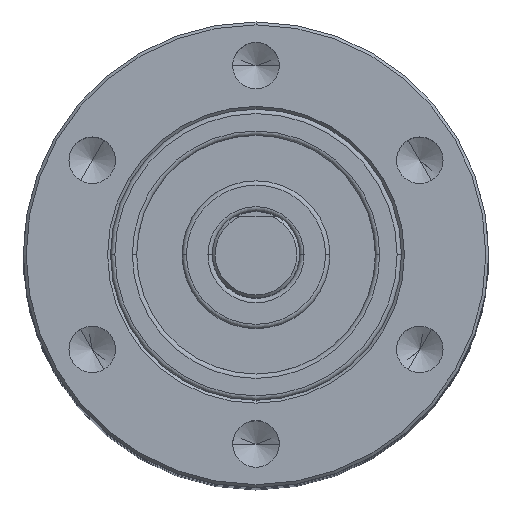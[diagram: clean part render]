
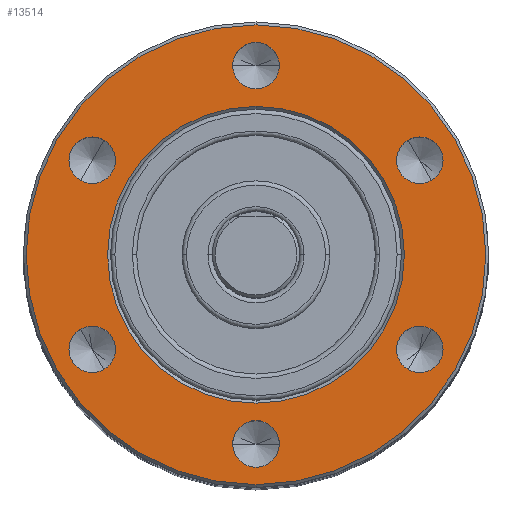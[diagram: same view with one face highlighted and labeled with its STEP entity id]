
A CAD part, top view. The second image highlights one B-rep face of the part: STEP entity #13514.
In plain terms, the highlighted planar face has unit normal (0, 0, 1).
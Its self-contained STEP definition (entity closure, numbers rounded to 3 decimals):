
#13069=CARTESIAN_POINT('',(0.,0.,48.1));
#13070=DIRECTION('',(0.,0.,-1.));
#13071=DIRECTION('',(0.,-1.,0.));
#13072=AXIS2_PLACEMENT_3D('',#13069,#13070,#13071);
#13074=CARTESIAN_POINT('',(0.,0.,48.1));
#13075=DIRECTION('',(0.,0.,-1.));
#13076=DIRECTION('',(0.,1.,0.));
#13077=AXIS2_PLACEMENT_3D('',#13074,#13075,#13076);
#13079=CARTESIAN_POINT('',(0.,0.,48.1));
#13080=DIRECTION('',(0.,0.,-1.));
#13081=DIRECTION('',(0.,-1.,0.));
#13082=AXIS2_PLACEMENT_3D('',#13079,#13080,#13081);
#13084=CARTESIAN_POINT('',(0.,0.,48.1));
#13085=DIRECTION('',(0.,0.,-1.));
#13086=DIRECTION('',(0.,1.,0.));
#13087=AXIS2_PLACEMENT_3D('',#13084,#13085,#13086);
#13089=CARTESIAN_POINT('',(0.,6.5,48.1));
#13090=DIRECTION('',(0.,0.,1.));
#13091=DIRECTION('',(-1.,0.,0.));
#13092=AXIS2_PLACEMENT_3D('',#13089,#13090,#13091);
#13094=CARTESIAN_POINT('',(0.,6.5,48.1));
#13095=DIRECTION('',(0.,0.,1.));
#13096=DIRECTION('',(1.,0.,0.));
#13097=AXIS2_PLACEMENT_3D('',#13094,#13095,#13096);
#13099=CARTESIAN_POINT('',(-5.629,3.25,48.1));
#13100=DIRECTION('',(0.,0.,1.));
#13101=DIRECTION('',(-0.5,-0.866,0.));
#13102=AXIS2_PLACEMENT_3D('',#13099,#13100,#13101);
#13104=CARTESIAN_POINT('',(-5.629,3.25,48.1));
#13105=DIRECTION('',(0.,0.,1.));
#13106=DIRECTION('',(0.5,0.866,0.));
#13107=AXIS2_PLACEMENT_3D('',#13104,#13105,#13106);
#13109=CARTESIAN_POINT('',(-5.629,-3.25,48.1));
#13110=DIRECTION('',(0.,0.,1.));
#13111=DIRECTION('',(0.5,-0.866,0.));
#13112=AXIS2_PLACEMENT_3D('',#13109,#13110,#13111);
#13114=CARTESIAN_POINT('',(-5.629,-3.25,48.1));
#13115=DIRECTION('',(0.,0.,1.));
#13116=DIRECTION('',(-0.5,0.866,0.));
#13117=AXIS2_PLACEMENT_3D('',#13114,#13115,#13116);
#13119=CARTESIAN_POINT('',(0.,-6.5,48.1));
#13120=DIRECTION('',(0.,0.,1.));
#13121=DIRECTION('',(1.,0.,0.));
#13122=AXIS2_PLACEMENT_3D('',#13119,#13120,#13121);
#13124=CARTESIAN_POINT('',(0.,-6.5,48.1));
#13125=DIRECTION('',(0.,0.,1.));
#13126=DIRECTION('',(-1.,0.,0.));
#13127=AXIS2_PLACEMENT_3D('',#13124,#13125,#13126);
#13129=CARTESIAN_POINT('',(5.629,-3.25,48.1));
#13130=DIRECTION('',(0.,0.,1.));
#13131=DIRECTION('',(0.5,0.866,0.));
#13132=AXIS2_PLACEMENT_3D('',#13129,#13130,#13131);
#13134=CARTESIAN_POINT('',(5.629,-3.25,48.1));
#13135=DIRECTION('',(0.,0.,1.));
#13136=DIRECTION('',(-0.5,-0.866,0.));
#13137=AXIS2_PLACEMENT_3D('',#13134,#13135,#13136);
#13139=CARTESIAN_POINT('',(5.629,3.25,48.1));
#13140=DIRECTION('',(0.,0.,1.));
#13141=DIRECTION('',(-0.5,0.866,0.));
#13142=AXIS2_PLACEMENT_3D('',#13139,#13140,#13141);
#13144=CARTESIAN_POINT('',(5.629,3.25,48.1));
#13145=DIRECTION('',(0.,0.,1.));
#13146=DIRECTION('',(0.5,-0.866,0.));
#13147=AXIS2_PLACEMENT_3D('',#13144,#13145,#13146);
#13377=CARTESIAN_POINT('',(0.,-5.1,48.1));
#13378=CARTESIAN_POINT('',(0.,5.1,48.1));
#13379=VERTEX_POINT('',#13377);
#13380=VERTEX_POINT('',#13378);
#13397=CARTESIAN_POINT('',(0.,-7.9,48.1));
#13398=CARTESIAN_POINT('',(0.,7.9,48.1));
#13399=VERTEX_POINT('',#13397);
#13400=VERTEX_POINT('',#13398);
#13407=CARTESIAN_POINT('',(-0.8,6.5,48.1));
#13408=CARTESIAN_POINT('',(0.8,6.5,48.1));
#13409=VERTEX_POINT('',#13407);
#13410=VERTEX_POINT('',#13408);
#13417=CARTESIAN_POINT('',(-6.029,2.557,48.1));
#13418=CARTESIAN_POINT('',(-5.229,3.943,48.1));
#13419=VERTEX_POINT('',#13417);
#13420=VERTEX_POINT('',#13418);
#13427=CARTESIAN_POINT('',(-5.229,-3.943,48.1));
#13428=CARTESIAN_POINT('',(-6.029,-2.557,48.1));
#13429=VERTEX_POINT('',#13427);
#13430=VERTEX_POINT('',#13428);
#13437=CARTESIAN_POINT('',(0.8,-6.5,48.1));
#13438=CARTESIAN_POINT('',(-0.8,-6.5,48.1));
#13439=VERTEX_POINT('',#13437);
#13440=VERTEX_POINT('',#13438);
#13447=CARTESIAN_POINT('',(6.029,-2.557,48.1));
#13448=CARTESIAN_POINT('',(5.229,-3.943,48.1));
#13449=VERTEX_POINT('',#13447);
#13450=VERTEX_POINT('',#13448);
#13457=CARTESIAN_POINT('',(5.229,3.943,48.1));
#13458=CARTESIAN_POINT('',(6.029,2.557,48.1));
#13459=VERTEX_POINT('',#13457);
#13460=VERTEX_POINT('',#13458);
#13461=CARTESIAN_POINT('',(0.,0.,48.1));
#13462=DIRECTION('',(0.,0.,1.));
#13463=DIRECTION('',(0.,-1.,0.));
#13464=AXIS2_PLACEMENT_3D('',#13461,#13462,#13463);
#13465=PLANE('',#13464);
#13467=ORIENTED_EDGE('',*,*,#13466,.T.);
#13469=ORIENTED_EDGE('',*,*,#13468,.T.);
#13470=EDGE_LOOP('',(#13467,#13469));
#13471=FACE_OUTER_BOUND('',#13470,.F.);
#13473=ORIENTED_EDGE('',*,*,#13472,.F.);
#13475=ORIENTED_EDGE('',*,*,#13474,.F.);
#13476=EDGE_LOOP('',(#13473,#13475));
#13477=FACE_BOUND('',#13476,.F.);
#13479=ORIENTED_EDGE('',*,*,#13478,.T.);
#13481=ORIENTED_EDGE('',*,*,#13480,.T.);
#13482=EDGE_LOOP('',(#13479,#13481));
#13483=FACE_BOUND('',#13482,.F.);
#13485=ORIENTED_EDGE('',*,*,#13484,.T.);
#13487=ORIENTED_EDGE('',*,*,#13486,.T.);
#13488=EDGE_LOOP('',(#13485,#13487));
#13489=FACE_BOUND('',#13488,.F.);
#13491=ORIENTED_EDGE('',*,*,#13490,.T.);
#13493=ORIENTED_EDGE('',*,*,#13492,.T.);
#13494=EDGE_LOOP('',(#13491,#13493));
#13495=FACE_BOUND('',#13494,.F.);
#13497=ORIENTED_EDGE('',*,*,#13496,.T.);
#13499=ORIENTED_EDGE('',*,*,#13498,.T.);
#13500=EDGE_LOOP('',(#13497,#13499));
#13501=FACE_BOUND('',#13500,.F.);
#13503=ORIENTED_EDGE('',*,*,#13502,.T.);
#13505=ORIENTED_EDGE('',*,*,#13504,.T.);
#13506=EDGE_LOOP('',(#13503,#13505));
#13507=FACE_BOUND('',#13506,.F.);
#13509=ORIENTED_EDGE('',*,*,#13508,.T.);
#13511=ORIENTED_EDGE('',*,*,#13510,.T.);
#13512=EDGE_LOOP('',(#13509,#13511));
#13513=FACE_BOUND('',#13512,.F.);
#13514=ADVANCED_FACE('',(#13471,#13477,#13483,#13489,#13495,#13501,#13507,
#13513),#13465,.T.);
#13073=CIRCLE('',#13072,5.1);
#13078=CIRCLE('',#13077,5.1);
#13083=CIRCLE('',#13082,7.9);
#13088=CIRCLE('',#13087,7.9);
#13093=CIRCLE('',#13092,0.8);
#13098=CIRCLE('',#13097,0.8);
#13103=CIRCLE('',#13102,0.8);
#13108=CIRCLE('',#13107,0.8);
#13113=CIRCLE('',#13112,0.8);
#13118=CIRCLE('',#13117,0.8);
#13123=CIRCLE('',#13122,0.8);
#13128=CIRCLE('',#13127,0.8);
#13133=CIRCLE('',#13132,0.8);
#13138=CIRCLE('',#13137,0.8);
#13143=CIRCLE('',#13142,0.8);
#13148=CIRCLE('',#13147,0.8);
#13466=EDGE_CURVE('',#13399,#13400,#13083,.T.);
#13468=EDGE_CURVE('',#13400,#13399,#13088,.T.);
#13472=EDGE_CURVE('',#13379,#13380,#13073,.T.);
#13474=EDGE_CURVE('',#13380,#13379,#13078,.T.);
#13478=EDGE_CURVE('',#13409,#13410,#13093,.T.);
#13480=EDGE_CURVE('',#13410,#13409,#13098,.T.);
#13484=EDGE_CURVE('',#13419,#13420,#13103,.T.);
#13486=EDGE_CURVE('',#13420,#13419,#13108,.T.);
#13490=EDGE_CURVE('',#13429,#13430,#13113,.T.);
#13492=EDGE_CURVE('',#13430,#13429,#13118,.T.);
#13496=EDGE_CURVE('',#13439,#13440,#13123,.T.);
#13498=EDGE_CURVE('',#13440,#13439,#13128,.T.);
#13502=EDGE_CURVE('',#13449,#13450,#13133,.T.);
#13504=EDGE_CURVE('',#13450,#13449,#13138,.T.);
#13508=EDGE_CURVE('',#13459,#13460,#13143,.T.);
#13510=EDGE_CURVE('',#13460,#13459,#13148,.T.);
